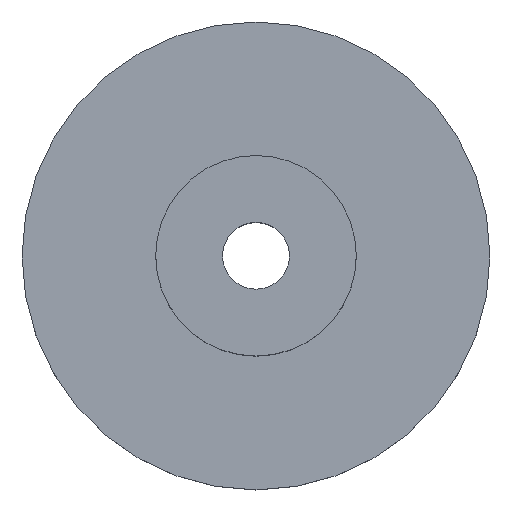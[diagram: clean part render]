
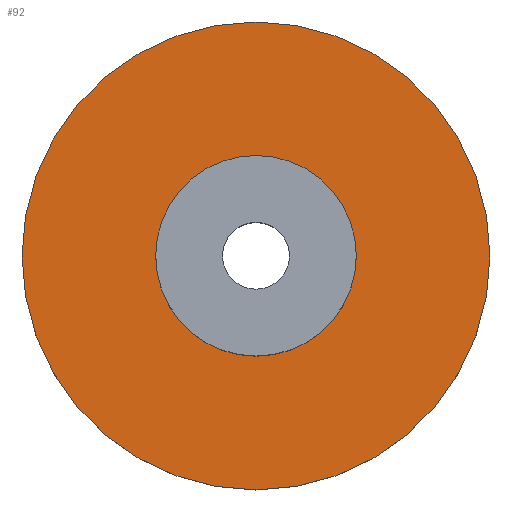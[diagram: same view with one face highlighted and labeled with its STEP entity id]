
A CAD part, top view. The second image highlights one B-rep face of the part: STEP entity #92.
In plain terms, the highlighted planar face has unit normal (0, 0, 1).
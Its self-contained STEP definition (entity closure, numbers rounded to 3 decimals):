
#47=CARTESIAN_POINT('',(0.0,0.0,2.0));
#48=DIRECTION('',(0.0,0.0,1.0));
#49=DIRECTION('',(1.0,0.0,-0.0));
#50=AXIS2_PLACEMENT_3D('',#47,#48,#49);
#51=PLANE('',#50);
#52=CARTESIAN_POINT('',(10.5,0.,2.0));
#53=VERTEX_POINT('',#52);
#54=CARTESIAN_POINT('',(-10.5,0.,2.0));
#55=VERTEX_POINT('',#54);
#56=CARTESIAN_POINT('',(0.0,0.0,2.0));
#57=DIRECTION('',(0.0,0.0,1.0));
#58=DIRECTION('',(1.0,0.0,-0.0));
#59=AXIS2_PLACEMENT_3D('',#56,#57,#58);
#60=CIRCLE('',#59,10.5);
#61=EDGE_CURVE('',#53,#55,#60,.T.);
#62=ORIENTED_EDGE('',*,*,#61,.T.);
#63=CARTESIAN_POINT('',(0.0,0.0,2.0));
#64=DIRECTION('',(0.0,0.0,1.0));
#65=DIRECTION('',(1.0,0.0,-0.0));
#66=AXIS2_PLACEMENT_3D('',#63,#64,#65);
#67=CIRCLE('',#66,10.5);
#68=EDGE_CURVE('',#55,#53,#67,.T.);
#69=ORIENTED_EDGE('',*,*,#68,.T.);
#70=EDGE_LOOP('',(#62,#69));
#71=FACE_BOUND('',#70,.T.);
#72=CARTESIAN_POINT('',(0.,4.5,2.0));
#73=VERTEX_POINT('',#72);
#74=CARTESIAN_POINT('',(4.5,0.,2.0));
#75=VERTEX_POINT('',#74);
#76=CARTESIAN_POINT('',(0.0,0.0,2.0));
#77=DIRECTION('',(0.0,0.0,1.0));
#78=DIRECTION('',(1.0,0.0,-0.0));
#79=AXIS2_PLACEMENT_3D('',#76,#77,#78);
#80=CIRCLE('',#79,4.5);
#81=EDGE_CURVE('',#73,#75,#80,.T.);
#82=ORIENTED_EDGE('',*,*,#81,.F.);
#83=CARTESIAN_POINT('',(0.0,0.0,2.0));
#84=DIRECTION('',(0.0,0.0,1.0));
#85=DIRECTION('',(1.0,0.0,-0.0));
#86=AXIS2_PLACEMENT_3D('',#83,#84,#85);
#87=CIRCLE('',#86,4.5);
#88=EDGE_CURVE('',#75,#73,#87,.T.);
#89=ORIENTED_EDGE('',*,*,#88,.F.);
#90=EDGE_LOOP('',(#82,#89));
#91=FACE_BOUND('',#90,.T.);
#92=ADVANCED_FACE('',(#71,#91),#51,.T.);
